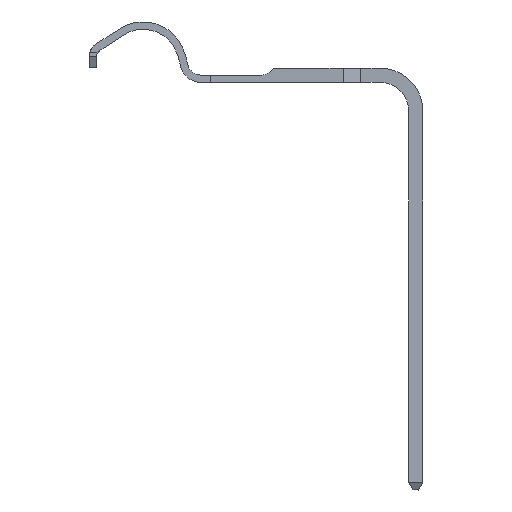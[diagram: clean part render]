
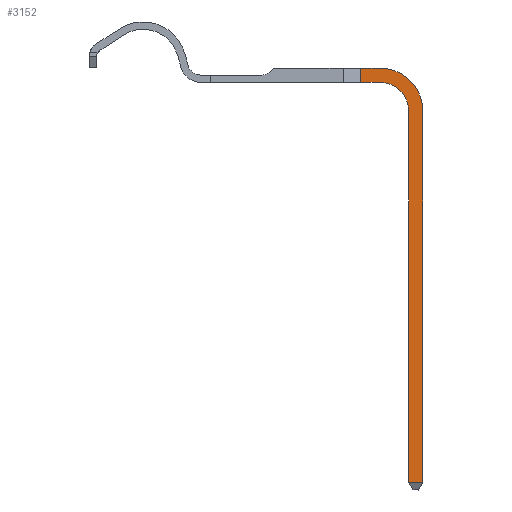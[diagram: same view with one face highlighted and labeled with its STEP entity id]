
A CAD part, left-side view. The second image highlights one B-rep face of the part: STEP entity #3152.
In plain terms, the highlighted face is planar.
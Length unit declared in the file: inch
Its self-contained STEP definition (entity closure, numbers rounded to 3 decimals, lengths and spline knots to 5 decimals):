
#717 = EDGE_CURVE ( 'NONE', #22029, #4765, #19957, .T. ) ;
#754 = CARTESIAN_POINT ( 'NONE',  ( 0.64571, 0.0375, 0.0125 ) ) ;
#1510 = DIRECTION ( 'NONE',  ( 1., 0., 0. ) ) ;
#2289 = ORIENTED_EDGE ( 'NONE', *, *, #7783, .T. ) ;
#3152 = ADVANCED_FACE ( 'NONE', ( #9467 ), #3710, .F. ) ;
#3342 = DIRECTION ( 'NONE',  ( 0., -1., 0. ) ) ;
#3397 = DIRECTION ( 'NONE',  ( -1., 0., 0. ) ) ;
#3708 = CARTESIAN_POINT ( 'NONE',  ( 0.69571, -0.692, 0.0125 ) ) ;
#3710 = PLANE ( 'NONE',  #15085 ) ;
#3999 = CARTESIAN_POINT ( 'NONE',  ( 0.64571, -0.0375, 0.0125 ) ) ;
#4092 = CARTESIAN_POINT ( 'NONE',  ( 0.58021, 0.0125, 0.0125 ) ) ;
#4101 = LINE ( 'NONE', #14964, #21394 ) ;
#4283 = VECTOR ( 'NONE', #1510, 39.37008 ) ;
#4765 = VERTEX_POINT ( 'NONE', #11826 ) ;
#5360 = DIRECTION ( 'NONE',  ( 0., 0., -1. ) ) ;
#5477 = ORIENTED_EDGE ( 'NONE', *, *, #23700, .T. ) ;
#5690 = VECTOR ( 'NONE', #15209, 39.37008 ) ;
#5716 = ORIENTED_EDGE ( 'NONE', *, *, #26711, .T. ) ;
#6406 = EDGE_CURVE ( 'NONE', #23273, #30098, #10529, .T. ) ;
#6767 = LINE ( 'NONE', #4092, #8266 ) ;
#7433 = VECTOR ( 'NONE', #20150, 39.37008 ) ;
#7783 = EDGE_CURVE ( 'NONE', #4765, #15118, #6767, .T. ) ;
#8266 = VECTOR ( 'NONE', #20559, 39.37008 ) ;
#8548 = CARTESIAN_POINT ( 'NONE',  ( 0.64571, 0.0125, 0.0125 ) ) ;
#9202 = DIRECTION ( 'NONE',  ( 0., 0., -1. ) ) ;
#9467 = FACE_OUTER_BOUND ( 'NONE', #27683, .T. ) ;
#10529 = LINE ( 'NONE', #22691, #4283 ) ;
#10980 = CARTESIAN_POINT ( 'NONE',  ( 0.69571, -0.0375, 0.0125 ) ) ;
#11068 = CIRCLE ( 'NONE', #15234, 0.075 ) ;
#11488 = VECTOR ( 'NONE', #21382, 39.37008 ) ;
#11826 = CARTESIAN_POINT ( 'NONE',  ( 0.61115, 0.0125, 0.0125 ) ) ;
#12133 = EDGE_CURVE ( 'NONE', #28877, #22029, #24019, .T. ) ;
#12396 = DIRECTION ( 'NONE',  ( 0., 0., 1. ) ) ;
#12673 = CARTESIAN_POINT ( 'NONE',  ( 0.72071, -0.692, 0.0125 ) ) ;
#12831 = CARTESIAN_POINT ( 'NONE',  ( 0.72071, -0.0375, 0.0125 ) ) ;
#12859 = EDGE_CURVE ( 'NONE', #21459, #23273, #4101, .T. ) ;
#14964 = CARTESIAN_POINT ( 'NONE',  ( 0.69571, -0.0375, 0.0125 ) ) ;
#15085 = AXIS2_PLACEMENT_3D ( 'NONE', #3999, #5360, #3397 ) ;
#15118 = VERTEX_POINT ( 'NONE', #8548 ) ;
#15136 = VERTEX_POINT ( 'NONE', #29793 ) ;
#15209 = DIRECTION ( 'NONE',  ( 0., 1., 0. ) ) ;
#15234 = AXIS2_PLACEMENT_3D ( 'NONE', #26501, #12396, #28857 ) ;
#16407 = CIRCLE ( 'NONE', #21582, 0.05 ) ;
#17271 = ORIENTED_EDGE ( 'NONE', *, *, #6406, .T. ) ;
#19918 = CARTESIAN_POINT ( 'NONE',  ( 0.61115, -0.0375, 0.0125 ) ) ;
#19957 = LINE ( 'NONE', #19918, #7433 ) ;
#20150 = DIRECTION ( 'NONE',  ( 0., -1., 0. ) ) ;
#20559 = DIRECTION ( 'NONE',  ( 1., 0., 0. ) ) ;
#21034 = ORIENTED_EDGE ( 'NONE', *, *, #12133, .T. ) ;
#21312 = EDGE_CURVE ( 'NONE', #30098, #15136, #24454, .T. ) ;
#21382 = DIRECTION ( 'NONE',  ( -1., 0., 0. ) ) ;
#21394 = VECTOR ( 'NONE', #3342, 39.37008 ) ;
#21459 = VERTEX_POINT ( 'NONE', #10980 ) ;
#21582 = AXIS2_PLACEMENT_3D ( 'NONE', #23287, #9202, #25672 ) ;
#22029 = VERTEX_POINT ( 'NONE', #27192 ) ;
#22691 = CARTESIAN_POINT ( 'NONE',  ( 0.64571, -0.692, 0.0125 ) ) ;
#23273 = VERTEX_POINT ( 'NONE', #3708 ) ;
#23287 = CARTESIAN_POINT ( 'NONE',  ( 0.64571, -0.0375, 0.0125 ) ) ;
#23700 = EDGE_CURVE ( 'NONE', #15136, #28877, #11068, .T. ) ;
#24019 = LINE ( 'NONE', #28349, #11488 ) ;
#24454 = LINE ( 'NONE', #12831, #5690 ) ;
#25672 = DIRECTION ( 'NONE',  ( -1., 0., 0. ) ) ;
#26501 = CARTESIAN_POINT ( 'NONE',  ( 0.64571, -0.0375, 0.0125 ) ) ;
#26711 = EDGE_CURVE ( 'NONE', #15118, #21459, #16407, .T. ) ;
#27192 = CARTESIAN_POINT ( 'NONE',  ( 0.61115, 0.0375, 0.0125 ) ) ;
#27622 = ORIENTED_EDGE ( 'NONE', *, *, #717, .T. ) ;
#27683 = EDGE_LOOP ( 'NONE', ( #28922, #17271, #29610, #5477, #21034, #27622, #2289, #5716 ) ) ;
#28349 = CARTESIAN_POINT ( 'NONE',  ( 0.58021, 0.0375, 0.0125 ) ) ;
#28857 = DIRECTION ( 'NONE',  ( -1., 0., 0. ) ) ;
#28877 = VERTEX_POINT ( 'NONE', #754 ) ;
#28922 = ORIENTED_EDGE ( 'NONE', *, *, #12859, .T. ) ;
#29610 = ORIENTED_EDGE ( 'NONE', *, *, #21312, .T. ) ;
#29793 = CARTESIAN_POINT ( 'NONE',  ( 0.72071, -0.0375, 0.0125 ) ) ;
#30098 = VERTEX_POINT ( 'NONE', #12673 ) ;
